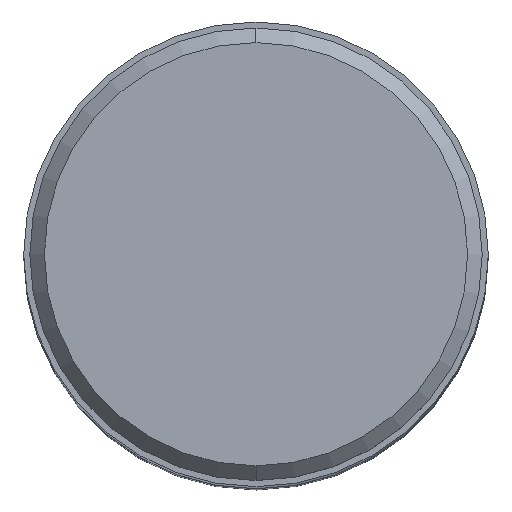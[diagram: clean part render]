
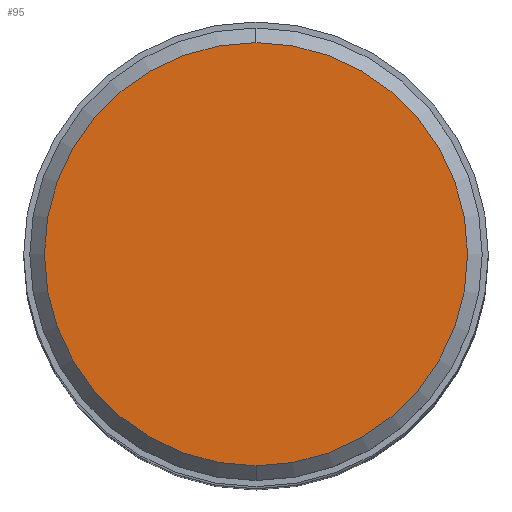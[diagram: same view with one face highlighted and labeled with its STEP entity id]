
A CAD part, top view. The second image highlights one B-rep face of the part: STEP entity #95.
In plain terms, the highlighted planar face has unit normal (0, 0, 1).
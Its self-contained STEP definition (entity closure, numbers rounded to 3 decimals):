
#54=PLANE('',#768);
#95=ADVANCED_FACE('',(#148),#54,.F.);
#148=FACE_OUTER_BOUND('',#190,.T.);
#190=EDGE_LOOP('',(#286,#287));
#286=ORIENTED_EDGE('',*,*,#454,.T.);
#287=ORIENTED_EDGE('',*,*,#455,.T.);
#394=VERTEX_POINT('',#1313);
#395=VERTEX_POINT('',#1314);
#454=EDGE_CURVE('',#394,#395,#539,.T.);
#455=EDGE_CURVE('',#395,#394,#540,.T.);
#539=CIRCLE('',#766,17.35);
#540=CIRCLE('',#767,17.35);
#766=AXIS2_PLACEMENT_3D('',#1312,#945,#946);
#767=AXIS2_PLACEMENT_3D('',#1315,#947,#948);
#768=AXIS2_PLACEMENT_3D('',#1316,#949,#950);
#945=DIRECTION('',(0.,0.,1.));
#946=DIRECTION('',(0.,1.,0.));
#947=DIRECTION('',(0.,0.,1.));
#948=DIRECTION('',(0.,-1.,0.));
#949=DIRECTION('',(0.,0.,-1.));
#950=DIRECTION('',(1.,0.,0.));
#1312=CARTESIAN_POINT('',(0.,0.,55.626));
#1313=CARTESIAN_POINT('',(0.,17.35,55.626));
#1314=CARTESIAN_POINT('',(0.,-17.35,55.626));
#1315=CARTESIAN_POINT('',(0.,0.,55.626));
#1316=CARTESIAN_POINT('',(0.,0.,55.626));
